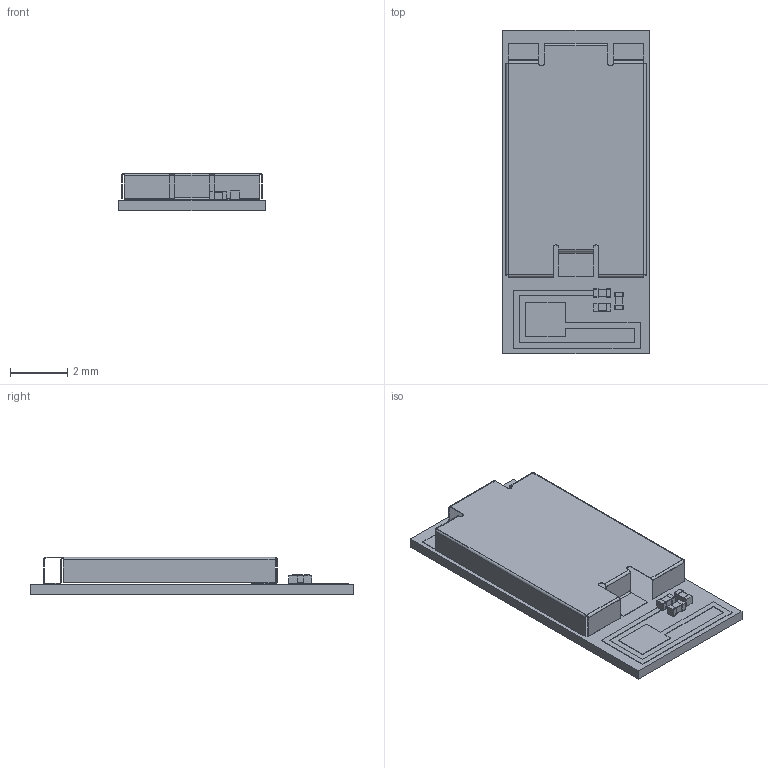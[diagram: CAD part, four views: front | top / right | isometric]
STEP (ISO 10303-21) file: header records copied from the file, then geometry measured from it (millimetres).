
FILE_DESCRIPTION(('FreeCAD Model'),'2;1');
FILE_NAME('Taiyo-Yuden_EYSGJNZWY.step', '2018-12-11T11:23:15',('kicad StepUp'),('ksu MCAD'), 'Open CASCADE STEP processor 7.3','FreeCAD','Unknown');
FILE_SCHEMA(('AUTOMOTIVE_DESIGN { 1 0 10303 214 1 1 1 1 }'));
Length unit declared in the file: millimetre
Products named in the file (1): Taiyo-Yuden_EYSGJNZWY
Bounding box: 5.1 x 11.3 x 1.3 mm (x, y, z)
Volume: 21.8 mm3; surface area: 247.2 mm2
Topology: 2 solids, 2 shells, 351 faces, 854 edges, 540 vertices
Faces by surface type: plane 289, cylinder 62
Entity records: 6635 total; most frequent: ORIENTED_EDGE 1306, EDGE_CURVE 854, LINE 725, CARTESIAN_POINT 705, VERTEX_POINT 540, AXIS2_PLACEMENT_3D 431, FACE_BOUND 390, EDGE_LOOP 390
